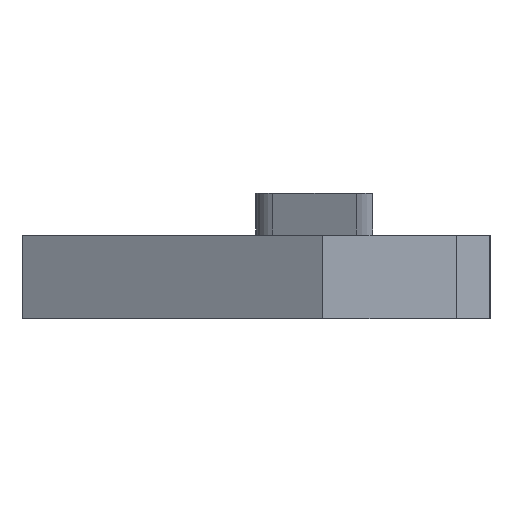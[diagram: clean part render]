
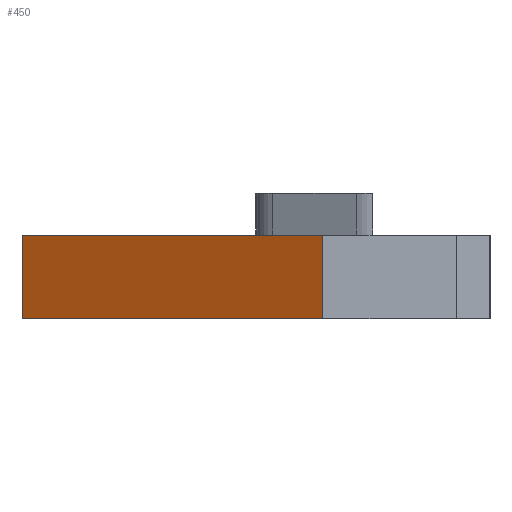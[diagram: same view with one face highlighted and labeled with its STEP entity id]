
A CAD part, left-side view. The second image highlights one B-rep face of the part: STEP entity #450.
In plain terms, the highlighted planar face has unit normal (-0.866, 0.5, 0).
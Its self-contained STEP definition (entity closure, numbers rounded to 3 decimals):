
#31 = ORIENTED_EDGE ( 'NONE', *, *, #347, .F. ) ;
#59 = CARTESIAN_POINT ( 'NONE',  ( -55., -3.99, -0.001 ) ) ;
#82 = VECTOR ( 'NONE', #732, 1000. ) ;
#103 = DIRECTION ( 'NONE',  ( 0., 0., 1. ) ) ;
#106 = EDGE_CURVE ( 'NONE', #548, #403, #801, .T. ) ;
#122 = LINE ( 'NONE', #1258, #1249 ) ;
#149 = ORIENTED_EDGE ( 'NONE', *, *, #1233, .T. ) ;
#163 = VECTOR ( 'NONE', #875, 1000. ) ;
#196 = LINE ( 'NONE', #59, #163 ) ;
#255 = CARTESIAN_POINT ( 'NONE',  ( -39.522, 22.818, 0. ) ) ;
#301 = EDGE_CURVE ( 'NONE', #850, #403, #196, .T. ) ;
#343 = CARTESIAN_POINT ( 'NONE',  ( -39.522, 22.818, -0.001 ) ) ;
#347 = EDGE_CURVE ( 'NONE', #1150, #548, #122, .T. ) ;
#403 = VERTEX_POINT ( 'NONE', #455 ) ;
#423 = AXIS2_PLACEMENT_3D ( 'NONE', #343, #1393, #707 ) ;
#426 = LINE ( 'NONE', #255, #82 ) ;
#450 = ADVANCED_FACE ( 'NONE', ( #518 ), #584, .T. ) ;
#455 = CARTESIAN_POINT ( 'NONE',  ( -55., -3.99, 5. ) ) ;
#500 = EDGE_LOOP ( 'NONE', ( #149, #1180, #1455, #31 ) ) ;
#518 = FACE_OUTER_BOUND ( 'NONE', #500, .T. ) ;
#542 = CARTESIAN_POINT ( 'NONE',  ( -55., -3.99, 0. ) ) ;
#548 = VERTEX_POINT ( 'NONE', #940 ) ;
#584 = PLANE ( 'NONE',  #423 ) ;
#641 = CARTESIAN_POINT ( 'NONE',  ( -39.522, 22.818, 5. ) ) ;
#707 = DIRECTION ( 'NONE',  ( -0.5, -0.866, 0. ) ) ;
#732 = DIRECTION ( 'NONE',  ( -0.5, -0.866, 0. ) ) ;
#801 = LINE ( 'NONE', #641, #1310 ) ;
#850 = VERTEX_POINT ( 'NONE', #542 ) ;
#875 = DIRECTION ( 'NONE',  ( 0., 0., 1. ) ) ;
#940 = CARTESIAN_POINT ( 'NONE',  ( -44.613, 14., 5. ) ) ;
#1058 = CARTESIAN_POINT ( 'NONE',  ( -44.613, 14., 0. ) ) ;
#1150 = VERTEX_POINT ( 'NONE', #1058 ) ;
#1180 = ORIENTED_EDGE ( 'NONE', *, *, #301, .T. ) ;
#1233 = EDGE_CURVE ( 'NONE', #1150, #850, #426, .T. ) ;
#1249 = VECTOR ( 'NONE', #103, 1000. ) ;
#1258 = CARTESIAN_POINT ( 'NONE',  ( -44.613, 14., -0.001 ) ) ;
#1310 = VECTOR ( 'NONE', #1329, 1000. ) ;
#1329 = DIRECTION ( 'NONE',  ( -0.5, -0.866, 0. ) ) ;
#1393 = DIRECTION ( 'NONE',  ( -0.866, 0.5, 0. ) ) ;
#1455 = ORIENTED_EDGE ( 'NONE', *, *, #106, .F. ) ;
